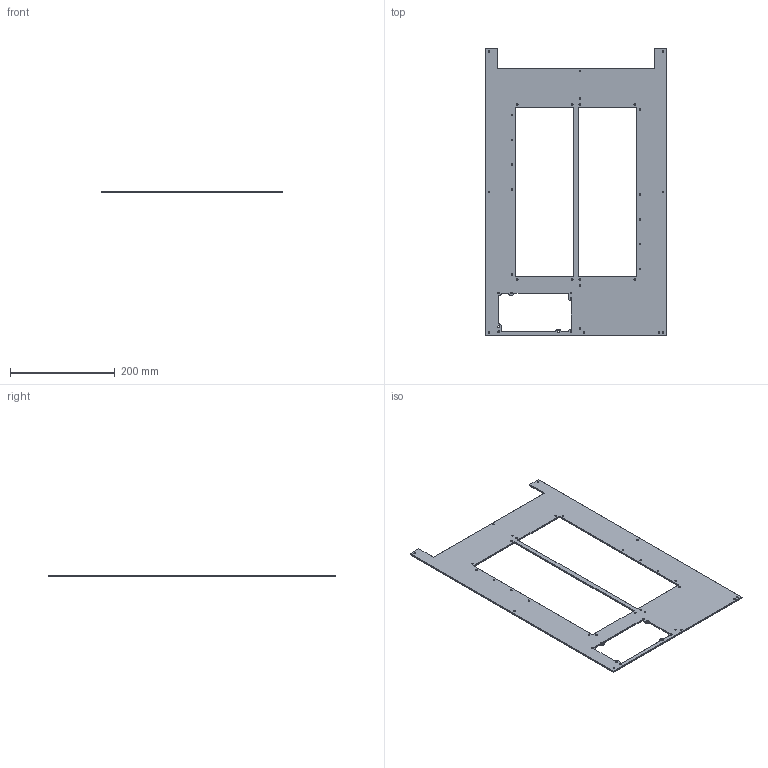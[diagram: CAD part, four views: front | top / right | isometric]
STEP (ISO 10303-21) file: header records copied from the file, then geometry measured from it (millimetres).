
FILE_DESCRIPTION (( 'STEP AP214' ), '1' );
FILE_NAME ('back.STEP', '2018-10-27T12:46:58', ( '' ), ( '' ), 'SwSTEP 2.0', 'SolidWorks 2018', '' );
FILE_SCHEMA (( 'AUTOMOTIVE_DESIGN' ));
Length unit declared in the file: millimetre
Products named in the file (1): back
Bounding box: 347 x 550 x 3 mm (x, y, z)
Volume: 384924.8 mm3; surface area: 402660 mm2
Topology: 2 solids, 2 shells, 372 faces, 1104 edges, 736 vertices
Faces by surface type: bspline 346, plane 26
Entity records: 25303 total; most frequent: CARTESIAN_POINT 18059, ORIENTED_EDGE 2208, EDGE_CURVE 1104, VERTEX_POINT 736, B_SPLINE_CURVE_WITH_KNOTS 712, EDGE_LOOP 536, ADVANCED_FACE 372, FACE_OUTER_BOUND 372
